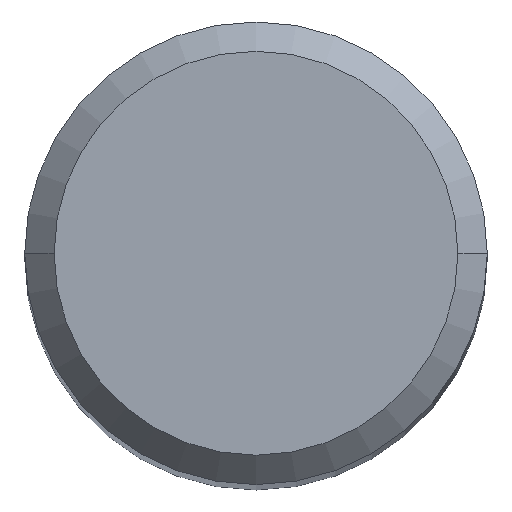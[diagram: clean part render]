
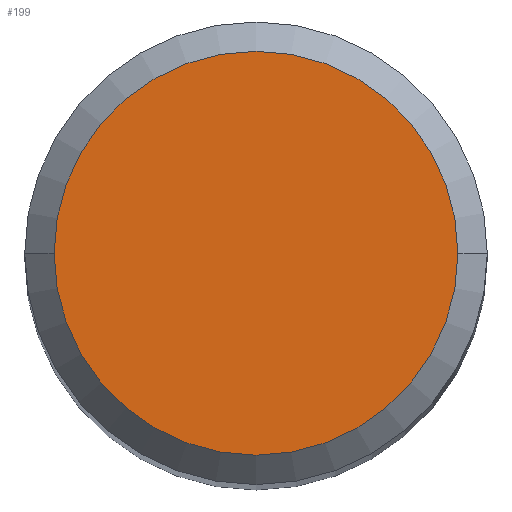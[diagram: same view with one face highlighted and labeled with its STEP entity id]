
A CAD part, top view. The second image highlights one B-rep face of the part: STEP entity #199.
In plain terms, the highlighted planar face has unit normal (0, 0, 1).
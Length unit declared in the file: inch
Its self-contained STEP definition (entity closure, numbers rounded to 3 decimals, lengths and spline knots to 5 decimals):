
#5 = VERTEX_POINT ( 'NONE', #152 ) ;
#34 = DIRECTION ( 'NONE',  ( 0., 0., 1. ) ) ;
#38 = DIRECTION ( 'NONE',  ( 1., 0., 0. ) ) ;
#68 = AXIS2_PLACEMENT_3D ( 'NONE', #244, #123, #172 ) ;
#89 = AXIS2_PLACEMENT_3D ( 'NONE', #218, #274, #38 ) ;
#94 = ORIENTED_EDGE ( 'NONE', *, *, #220, .T. ) ;
#111 = CARTESIAN_POINT ( 'NONE',  ( 0.10311, 0., 2.24409 ) ) ;
#123 = DIRECTION ( 'NONE',  ( 0., 0., 1. ) ) ;
#125 = PLANE ( 'NONE',  #89 ) ;
#144 = CARTESIAN_POINT ( 'NONE',  ( 0., 0., 2.24409 ) ) ;
#152 = CARTESIAN_POINT ( 'NONE',  ( -0.10311, 0., 2.24409 ) ) ;
#172 = DIRECTION ( 'NONE',  ( 1., 0., 0. ) ) ;
#181 = AXIS2_PLACEMENT_3D ( 'NONE', #144, #34, #191 ) ;
#184 = EDGE_CURVE ( 'NONE', #5, #288, #217, .T. ) ;
#191 = DIRECTION ( 'NONE',  ( 1., 0., 0. ) ) ;
#199 = ADVANCED_FACE ( 'NONE', ( #272 ), #125, .T. ) ;
#217 = CIRCLE ( 'NONE', #181, 0.10311 ) ;
#218 = CARTESIAN_POINT ( 'NONE',  ( 0., 0., 2.24409 ) ) ;
#220 = EDGE_CURVE ( 'NONE', #288, #5, #226, .T. ) ;
#226 = CIRCLE ( 'NONE', #68, 0.10311 ) ;
#244 = CARTESIAN_POINT ( 'NONE',  ( 0., 0., 2.24409 ) ) ;
#256 = EDGE_LOOP ( 'NONE', ( #278, #94 ) ) ;
#272 = FACE_OUTER_BOUND ( 'NONE', #256, .T. ) ;
#274 = DIRECTION ( 'NONE',  ( 0., 0., 1. ) ) ;
#278 = ORIENTED_EDGE ( 'NONE', *, *, #184, .T. ) ;
#288 = VERTEX_POINT ( 'NONE', #111 ) ;
